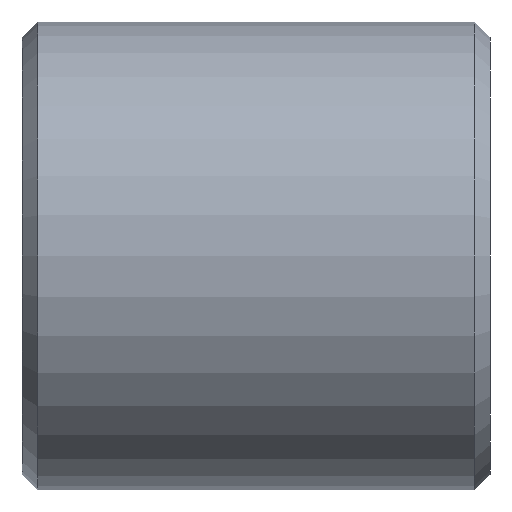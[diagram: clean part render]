
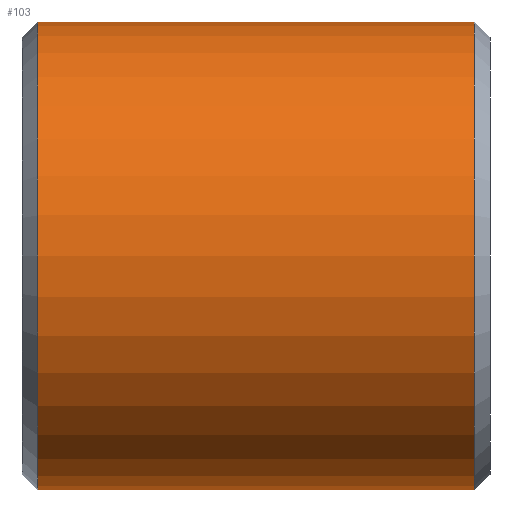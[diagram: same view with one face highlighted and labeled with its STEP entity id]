
A CAD part, left-side view. The second image highlights one B-rep face of the part: STEP entity #103.
In plain terms, the highlighted cylindrical face has radius 7.5 mm (diameter 15 mm), a partial arc.
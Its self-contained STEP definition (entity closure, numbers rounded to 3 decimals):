
#6 = EDGE_CURVE ( 'NONE', #8, #9, #126, .T. ) ;
#8 = VERTEX_POINT ( 'NONE', #138 ) ;
#9 = VERTEX_POINT ( 'NONE', #137 ) ;
#33 = EDGE_CURVE ( 'NONE', #68, #45, #177, .T. ) ;
#45 = VERTEX_POINT ( 'NONE', #205 ) ;
#68 = VERTEX_POINT ( 'NONE', #220 ) ;
#76 = ORIENTED_EDGE ( 'NONE', *, *, #104, .T. ) ;
#89 = ORIENTED_EDGE ( 'NONE', *, *, #6, .T. ) ;
#93 = EDGE_CURVE ( 'NONE', #45, #9, #247, .T. ) ;
#102 = EDGE_LOOP ( 'NONE', ( #106, #76, #89, #143 ) ) ;
#103 = ADVANCED_FACE ( 'NONE', ( #296 ), #348, .T. ) ;
#104 = EDGE_CURVE ( 'NONE', #68, #8, #311, .T. ) ;
#106 = ORIENTED_EDGE ( 'NONE', *, *, #33, .F. ) ;
#123 = DIRECTION ( 'NONE',  ( 0., 1., 0. ) ) ;
#124 = VECTOR ( 'NONE', #123, 1000. ) ;
#125 = CARTESIAN_POINT ( 'NONE',  ( 0., 20.182, 7.5 ) ) ;
#126 = LINE ( 'NONE', #125, #124 ) ;
#137 = CARTESIAN_POINT ( 'NONE',  ( 0., 7., 7.5 ) ) ;
#138 = CARTESIAN_POINT ( 'NONE',  ( 0., -7., 7.5 ) ) ;
#143 = ORIENTED_EDGE ( 'NONE', *, *, #93, .F. ) ;
#177 = LINE ( 'NONE', #199, #198 ) ;
#198 = VECTOR ( 'NONE', #215, 1000. ) ;
#199 = CARTESIAN_POINT ( 'NONE',  ( 0., 20.182, -7.5 ) ) ;
#205 = CARTESIAN_POINT ( 'NONE',  ( 0., 7., -7.5 ) ) ;
#215 = DIRECTION ( 'NONE',  ( 0., 1., 0. ) ) ;
#220 = CARTESIAN_POINT ( 'NONE',  ( 0., -7., -7.5 ) ) ;
#241 = CARTESIAN_POINT ( 'NONE',  ( 0., -7., 0. ) ) ;
#242 = AXIS2_PLACEMENT_3D ( 'NONE', #241, #318, #317 ) ;
#244 = DIRECTION ( 'NONE',  ( 0., 1., 0. ) ) ;
#245 = CARTESIAN_POINT ( 'NONE',  ( 0., 7., 0. ) ) ;
#246 = AXIS2_PLACEMENT_3D ( 'NONE', #245, #244, #359 ) ;
#247 = CIRCLE ( 'NONE', #246, 7.5 ) ;
#296 = FACE_OUTER_BOUND ( 'NONE', #102, .T. ) ;
#307 = DIRECTION ( 'NONE',  ( 0., 0., 1. ) ) ;
#308 = DIRECTION ( 'NONE',  ( 0., 1., 0. ) ) ;
#309 = CARTESIAN_POINT ( 'NONE',  ( 0., 20.182, 0. ) ) ;
#310 = AXIS2_PLACEMENT_3D ( 'NONE', #309, #308, #307 ) ;
#311 = CIRCLE ( 'NONE', #242, 7.5 ) ;
#317 = DIRECTION ( 'NONE',  ( 0., 0., 1. ) ) ;
#318 = DIRECTION ( 'NONE',  ( 0., 1., 0. ) ) ;
#348 = CYLINDRICAL_SURFACE ( 'NONE', #310, 7.5 ) ;
#359 = DIRECTION ( 'NONE',  ( 0., 0., 1. ) ) ;
